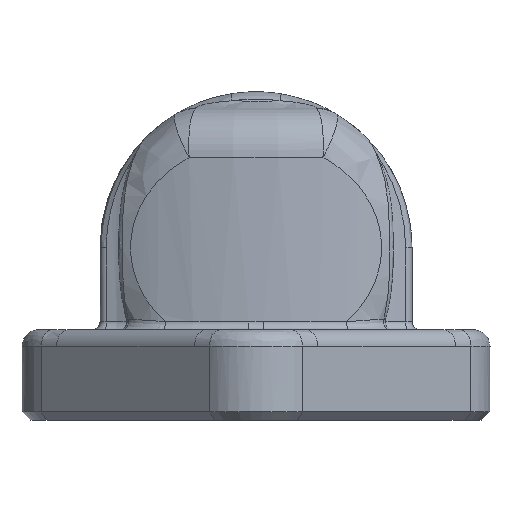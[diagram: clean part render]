
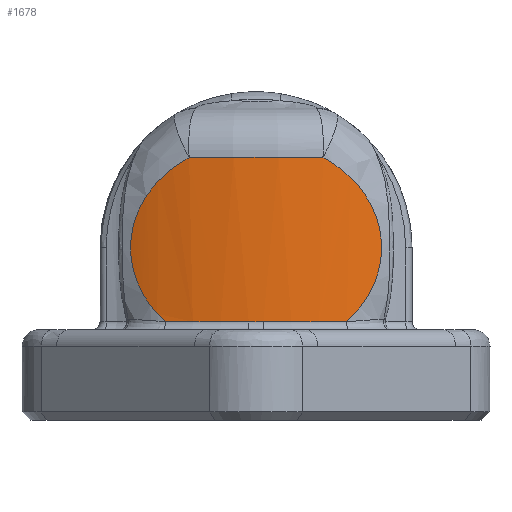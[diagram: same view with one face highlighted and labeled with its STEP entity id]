
A CAD part, front view. The second image highlights one B-rep face of the part: STEP entity #1678.
In plain terms, the highlighted cylindrical face has radius 40 mm (diameter 80 mm), a partial arc.
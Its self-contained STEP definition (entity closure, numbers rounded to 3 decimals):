
#104=CYLINDRICAL_SURFACE('',#1857,40.);
#274=B_SPLINE_CURVE_WITH_KNOTS('',3,(#2932,#2933,#2934,#2935,#2936,#2937,
#2938,#2939,#2940,#2941,#2942,#2943,#2944,#2945,#2946,#2947,#2948,#2949,
#2950,#2951,#2952),.UNSPECIFIED.,.F.,.F.,(4,1,1,1,1,1,1,1,1,1,1,1,1,1,1,
1,1,1,4),(0.,0.125,0.188,0.219,0.25,0.281,0.313,0.375,0.438,0.5,
0.563,0.625,0.688,0.719,0.75,0.781,0.813,0.875,1.),.UNSPECIFIED.);
#275=B_SPLINE_CURVE_WITH_KNOTS('',3,(#2957,#2958,#2959,#2960,#2961,#2962,
#2963,#2964,#2965,#2966,#2967,#2968,#2969),.UNSPECIFIED.,.F.,.F.,(4,1,1,
1,1,1,1,1,1,1,4),(0.,0.25,0.375,
0.437,0.5,0.562,0.625,
0.687,0.75,0.875,1.),
 .UNSPECIFIED.);
#276=B_SPLINE_CURVE_WITH_KNOTS('',3,(#2973,#2974,#2975,#2976,#2977,#2978,
#2979,#2980,#2981,#2982,#2983,#2984,#2985,#2986,#2987,#2988,#2989,#2990,
#2991,#2992,#2993),.UNSPECIFIED.,.F.,.F.,(4,1,1,1,1,1,1,1,1,1,1,1,1,1,1,
1,1,1,4),(0.,0.125,0.188,0.219,0.25,0.281,0.313,0.375,0.438,0.5,
0.563,0.625,0.688,0.719,0.75,0.781,0.813,0.875,1.),.UNSPECIFIED.);
#501=ORIENTED_EDGE('',*,*,#981,.T.);
#502=ORIENTED_EDGE('',*,*,#982,.T.);
#503=ORIENTED_EDGE('',*,*,#983,.T.);
#504=ORIENTED_EDGE('',*,*,#984,.T.);
#505=ORIENTED_EDGE('',*,*,#985,.T.);
#506=ORIENTED_EDGE('',*,*,#986,.T.);
#981=EDGE_CURVE('',#1225,#1226,#274,.T.);
#982=EDGE_CURVE('',#1226,#1227,#1327,.T.);
#983=EDGE_CURVE('',#1227,#1228,#275,.T.);
#984=EDGE_CURVE('',#1228,#1229,#1328,.T.);
#985=EDGE_CURVE('',#1229,#1230,#276,.T.);
#986=EDGE_CURVE('',#1230,#1225,#1329,.T.);
#1225=VERTEX_POINT('',#2953);
#1226=VERTEX_POINT('',#2954);
#1227=VERTEX_POINT('',#2956);
#1228=VERTEX_POINT('',#2970);
#1229=VERTEX_POINT('',#2972);
#1230=VERTEX_POINT('',#2994);
#1327=CIRCLE('',#1858,40.);
#1328=CIRCLE('',#1859,40.);
#1329=CIRCLE('',#1860,40.);
#1392=EDGE_LOOP('',(#501,#502,#503,#504,#505,#506));
#1539=FACE_BOUND('',#1392,.T.);
#1678=ADVANCED_FACE('',(#1539),#104,.T.);
#1857=AXIS2_PLACEMENT_3D('',#2931,#2092,#2093);
#1858=AXIS2_PLACEMENT_3D('',#2955,#2094,#2095);
#1859=AXIS2_PLACEMENT_3D('',#2971,#2096,#2097);
#1860=AXIS2_PLACEMENT_3D('',#2995,#2098,#2099);
#2092=DIRECTION('',(0.,0.,-1.));
#2093=DIRECTION('',(-1.,0.,0.));
#2094=DIRECTION('',(0.,0.,1.));
#2095=DIRECTION('',(-1.,0.,0.));
#2096=DIRECTION('',(0.,0.,1.));
#2097=DIRECTION('',(-1.,0.,0.));
#2098=DIRECTION('',(0.,0.,-1.));
#2099=DIRECTION('',(1.,0.,0.));
#2931=CARTESIAN_POINT('',(0.,27.678,38.));
#2932=CARTESIAN_POINT('',(-8.151,-11.482,32.));
#2933=CARTESIAN_POINT('',(-9.081,-11.289,31.502));
#2934=CARTESIAN_POINT('',(-10.35,-10.973,30.653));
#2935=CARTESIAN_POINT('',(-11.606,-10.604,29.495));
#2936=CARTESIAN_POINT('',(-12.269,-10.395,28.774));
#2937=CARTESIAN_POINT('',(-12.716,-10.248,28.234));
#2938=CARTESIAN_POINT('',(-13.207,-10.08,27.571));
#2939=CARTESIAN_POINT('',(-13.763,-9.881,26.71));
#2940=CARTESIAN_POINT('',(-14.349,-9.661,25.595));
#2941=CARTESIAN_POINT('',(-14.858,-9.461,24.211));
#2942=CARTESIAN_POINT('',(-15.178,-9.33,22.81));
#2943=CARTESIAN_POINT('',(-15.325,-9.27,21.26));
#2944=CARTESIAN_POINT('',(-15.259,-9.297,19.771));
#2945=CARTESIAN_POINT('',(-15.035,-9.389,18.529));
#2946=CARTESIAN_POINT('',(-14.756,-9.501,17.555));
#2947=CARTESIAN_POINT('',(-14.483,-9.608,16.801));
#2948=CARTESIAN_POINT('',(-14.202,-9.716,16.154));
#2949=CARTESIAN_POINT('',(-13.763,-9.881,15.284));
#2950=CARTESIAN_POINT('',(-12.858,-10.207,13.84));
#2951=CARTESIAN_POINT('',(-11.833,-10.54,12.706));
#2952=CARTESIAN_POINT('',(-11.036,-10.769,12.));
#2953=CARTESIAN_POINT('',(-8.151,-11.482,32.));
#2954=CARTESIAN_POINT('',(-11.036,-10.769,12.));
#2955=CARTESIAN_POINT('',(0.,27.678,12.));
#2956=CARTESIAN_POINT('',(-0.887,-12.312,12.));
#2957=CARTESIAN_POINT('',(-0.887,-12.312,12.));
#2958=CARTESIAN_POINT('',(-0.739,-12.315,12.));
#2959=CARTESIAN_POINT('',(-0.52,-12.319,12.));
#2960=CARTESIAN_POINT('',(-0.256,-12.321,11.999));
#2961=CARTESIAN_POINT('',(-0.116,-12.322,11.998));
#2962=CARTESIAN_POINT('',(0.02,-12.322,11.997));
#2963=CARTESIAN_POINT('',(0.038,-12.322,11.997));
#2964=CARTESIAN_POINT('',(0.139,-12.321,11.998));
#2965=CARTESIAN_POINT('',(0.262,-12.321,11.998));
#2966=CARTESIAN_POINT('',(0.515,-12.319,11.999));
#2967=CARTESIAN_POINT('',(0.709,-12.315,12.));
#2968=CARTESIAN_POINT('',(0.838,-12.313,12.));
#2969=CARTESIAN_POINT('',(0.887,-12.312,12.));
#2970=CARTESIAN_POINT('',(0.887,-12.312,12.));
#2971=CARTESIAN_POINT('',(0.,27.678,12.));
#2972=CARTESIAN_POINT('',(11.036,-10.769,12.));
#2973=CARTESIAN_POINT('',(11.036,-10.769,12.));
#2974=CARTESIAN_POINT('',(11.832,-10.541,12.705));
#2975=CARTESIAN_POINT('',(12.855,-10.208,13.837));
#2976=CARTESIAN_POINT('',(13.759,-9.882,15.278));
#2977=CARTESIAN_POINT('',(14.198,-9.717,16.146));
#2978=CARTESIAN_POINT('',(14.479,-9.61,16.791));
#2979=CARTESIAN_POINT('',(14.753,-9.502,17.548));
#2980=CARTESIAN_POINT('',(15.034,-9.389,18.524));
#2981=CARTESIAN_POINT('',(15.26,-9.297,19.769));
#2982=CARTESIAN_POINT('',(15.325,-9.269,21.26));
#2983=CARTESIAN_POINT('',(15.178,-9.33,22.811));
#2984=CARTESIAN_POINT('',(14.856,-9.461,24.214));
#2985=CARTESIAN_POINT('',(14.346,-9.662,25.599));
#2986=CARTESIAN_POINT('',(13.76,-9.882,26.715));
#2987=CARTESIAN_POINT('',(13.203,-10.081,27.575));
#2988=CARTESIAN_POINT('',(12.713,-10.249,28.239));
#2989=CARTESIAN_POINT('',(12.266,-10.396,28.777));
#2990=CARTESIAN_POINT('',(11.604,-10.604,29.497));
#2991=CARTESIAN_POINT('',(10.349,-10.973,30.654));
#2992=CARTESIAN_POINT('',(9.081,-11.289,31.502));
#2993=CARTESIAN_POINT('',(8.151,-11.482,32.));
#2994=CARTESIAN_POINT('',(8.151,-11.482,32.));
#2995=CARTESIAN_POINT('',(0.,27.678,32.));
